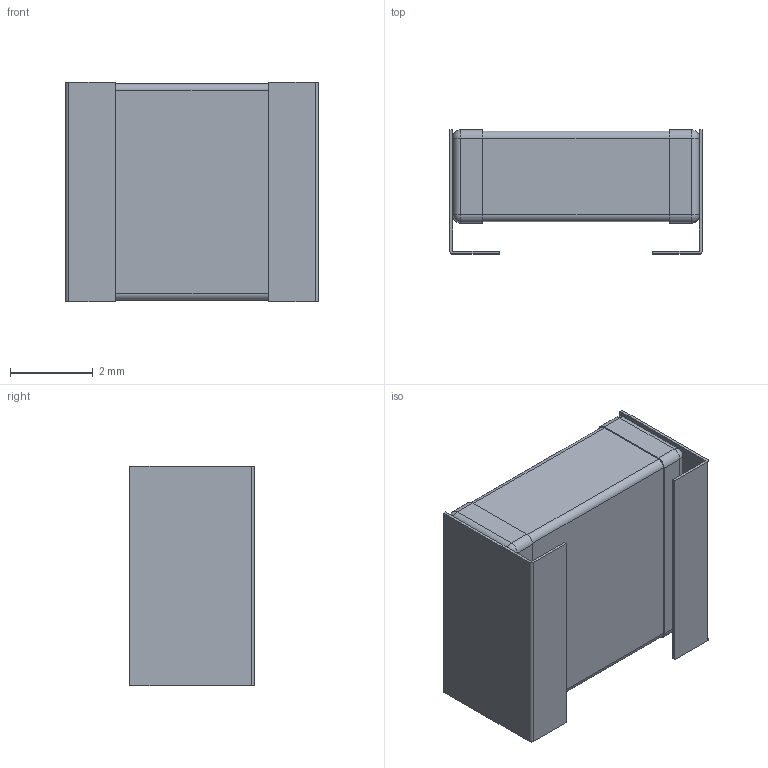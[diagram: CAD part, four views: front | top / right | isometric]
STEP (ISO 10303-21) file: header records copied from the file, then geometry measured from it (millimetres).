
FILE_DESCRIPTION (( 'STEP AP214' ), '1' );
FILE_NAME ('KR355LD72J104KH01L.STEP', '2019-12-09T00:28:42', ( '' ), ( '' ), 'SwSTEP 2.0', 'SolidWorks 2017', '' );
FILE_SCHEMA (( 'AUTOMOTIVE_DESIGN' ));
Length unit declared in the file: millimetre
Products named in the file (1): KR355LD72J104KH01L
Bounding box: 6.1 x 3 x 5.3 mm (x, y, z)
Volume: 71.7 mm3; surface area: 244.9 mm2
Topology: 5 solids, 5 shells, 64 faces, 146 edges, 84 vertices
Faces by surface type: plane 34, cylinder 22, sphere 8
Entity records: 1784 total; most frequent: DIRECTION 312, CARTESIAN_POINT 287, ORIENTED_EDGE 276, EDGE_CURVE 138, AXIS2_PLACEMENT_3D 109, VECTOR 94, LINE 94, VERTEX_POINT 84
